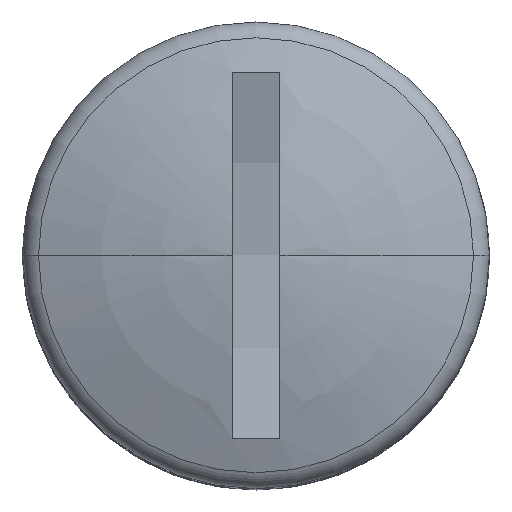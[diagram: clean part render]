
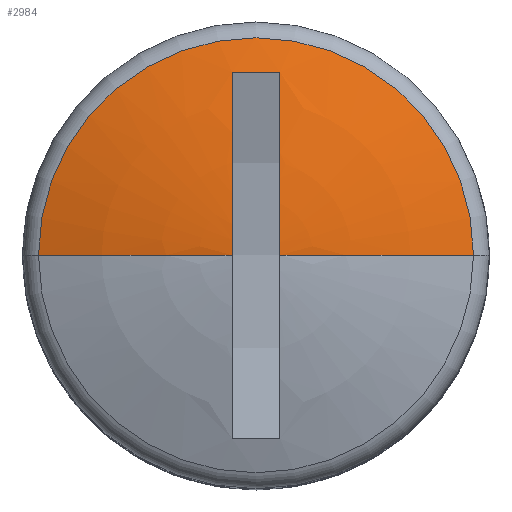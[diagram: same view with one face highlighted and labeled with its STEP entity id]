
A CAD part, top view. The second image highlights one B-rep face of the part: STEP entity #2984.
In plain terms, the highlighted toroidal (fillet/blend) face has major radius 1.07 mm and minor radius 30 mm.
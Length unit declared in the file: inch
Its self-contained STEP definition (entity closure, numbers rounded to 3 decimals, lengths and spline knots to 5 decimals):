
#2923 = ORIENTED_EDGE ( 'NONE', *, *, #2964, .F. ) ;
#2924 = ORIENTED_EDGE ( 'NONE', *, *, #2987, .F. ) ;
#2925 = VERTEX_POINT ( 'NONE', #11754 ) ;
#2941 = EDGE_LOOP ( 'NONE', ( #2923, #2959, #2962, #2966, #2986, #2924 ) ) ;
#2942 = VERTEX_POINT ( 'NONE', #11758 ) ;
#2952 = VERTEX_POINT ( 'NONE', #11735 ) ;
#2959 = ORIENTED_EDGE ( 'NONE', *, *, #2960, .T. ) ;
#2960 = EDGE_CURVE ( 'NONE', #2942, #2961, #11707, .T. ) ;
#2961 = VERTEX_POINT ( 'NONE', #11702 ) ;
#2962 = ORIENTED_EDGE ( 'NONE', *, *, #2963, .T. ) ;
#2963 = EDGE_CURVE ( 'NONE', #2961, #2965, #11791, .T. ) ;
#2964 = EDGE_CURVE ( 'NONE', #2942, #2925, #11792, .T. ) ;
#2965 = VERTEX_POINT ( 'NONE', #11782 ) ;
#2966 = ORIENTED_EDGE ( 'NONE', *, *, #2978, .T. ) ;
#2978 = EDGE_CURVE ( 'NONE', #2965, #2985, #11805, .T. ) ;
#2979 = EDGE_CURVE ( 'NONE', #2985, #2952, #11167, .T. ) ;
#2984 = ADVANCED_FACE ( 'NONE', ( #11864 ), #11863, .T. ) ;
#2985 = VERTEX_POINT ( 'NONE', #11873 ) ;
#2986 = ORIENTED_EDGE ( 'NONE', *, *, #2979, .T. ) ;
#2987 = EDGE_CURVE ( 'NONE', #2925, #2952, #11872, .T. ) ;
#11167 = B_SPLINE_CURVE_WITH_KNOTS ( 'NONE', 3,
 ( #11798, #11797, #11796, #11795, #11179, #11182, #11184, #11181 ),
 .UNSPECIFIED., .F., .F.,
 ( 4, 2, 2, 4 ),
 ( -0.00786, -0.00393, -0.00196, 0. ),
 .UNSPECIFIED. ) ;
#11179 = CARTESIAN_POINT ( 'NONE',  ( 0.03937, 0.10207, 1.36924 ) ) ;
#11181 = CARTESIAN_POINT ( 'NONE',  ( 0.03937, 0., 1.37589 ) ) ;
#11182 = CARTESIAN_POINT ( 'NONE',  ( 0.03937, 0.0513, 1.37418 ) ) ;
#11184 = CARTESIAN_POINT ( 'NONE',  ( 0.03937, 0.02579, 1.37589 ) ) ;
#11702 = CARTESIAN_POINT ( 'NONE',  ( -0.03937, 0., 1.37589 ) ) ;
#11703 = DIRECTION ( 'NONE',  ( -1., 0., 0. ) ) ;
#11704 = DIRECTION ( 'NONE',  ( 0., 1., 0. ) ) ;
#11705 = CARTESIAN_POINT ( 'NONE',  ( 0.04212, 0., 0.1976 ) ) ;
#11706 = AXIS2_PLACEMENT_3D ( 'NONE', #11705, #11704, #11703 ) ;
#11707 = CIRCLE ( 'NONE', #11706, 1.1811 ) ;
#11735 = CARTESIAN_POINT ( 'NONE',  ( 0.03937, 0., 1.37589 ) ) ;
#11754 = CARTESIAN_POINT ( 'NONE',  ( 0.35782, 0., 1.30893 ) ) ;
#11758 = CARTESIAN_POINT ( 'NONE',  ( -0.35782, 0., 1.30893 ) ) ;
#11780 = DIRECTION ( 'NONE',  ( 0., 1., 0. ) ) ;
#11781 = DIRECTION ( 'NONE',  ( 0., 0., -1. ) ) ;
#11782 = CARTESIAN_POINT ( 'NONE',  ( -0.03937, 0.30148, 1.32684 ) ) ;
#11783 = CARTESIAN_POINT ( 'NONE',  ( -0.03937, 0.30148, 1.32684 ) ) ;
#11784 = CARTESIAN_POINT ( 'NONE',  ( -0.03937, 0.25257, 1.34171 ) ) ;
#11785 = CARTESIAN_POINT ( 'NONE',  ( -0.03937, 0.20271, 1.35338 ) ) ;
#11786 = CARTESIAN_POINT ( 'NONE',  ( -0.03937, 0.1272, 1.36591 ) ) ;
#11787 = CARTESIAN_POINT ( 'NONE',  ( -0.03937, 0.10192, 1.36926 ) ) ;
#11788 = CARTESIAN_POINT ( 'NONE',  ( -0.03937, 0.05112, 1.37419 ) ) ;
#11789 = CARTESIAN_POINT ( 'NONE',  ( -0.03937, 0.02558, 1.37589 ) ) ;
#11790 = AXIS2_PLACEMENT_3D ( 'NONE', #11793, #11781, #11780 ) ;
#11791 = B_SPLINE_CURVE_WITH_KNOTS ( 'NONE', 3,
 ( #11794, #11789, #11788, #11787, #11786, #11785, #11784, #11783 ),
 .UNSPECIFIED., .F., .F.,
 ( 4, 2, 2, 4 ),
 ( 0.00776, 0.00968, 0.01161, 0.01545 ),
 .UNSPECIFIED. ) ;
#11792 = CIRCLE ( 'NONE', #11790, 0.35782 ) ;
#11793 = CARTESIAN_POINT ( 'NONE',  ( 0., 0., 1.30893 ) ) ;
#11794 = CARTESIAN_POINT ( 'NONE',  ( -0.03937, 0., 1.37589 ) ) ;
#11795 = CARTESIAN_POINT ( 'NONE',  ( 0.03937, 0.12732, 1.36589 ) ) ;
#11796 = CARTESIAN_POINT ( 'NONE',  ( 0.03937, 0.20265, 1.35339 ) ) ;
#11797 = CARTESIAN_POINT ( 'NONE',  ( 0.03937, 0.25234, 1.34178 ) ) ;
#11798 = CARTESIAN_POINT ( 'NONE',  ( 0.03937, 0.30148, 1.32684 ) ) ;
#11801 = CARTESIAN_POINT ( 'NONE',  ( 0.03937, 0.30148, 1.32684 ) ) ;
#11802 = CARTESIAN_POINT ( 'NONE',  ( 0.01312, 0.30315, 1.32737 ) ) ;
#11803 = CARTESIAN_POINT ( 'NONE',  ( -0.01312, 0.30315, 1.32737 ) ) ;
#11804 = CARTESIAN_POINT ( 'NONE',  ( -0.03937, 0.30148, 1.32684 ) ) ;
#11805 = B_SPLINE_CURVE_WITH_KNOTS ( 'NONE', 3,
 ( #11804, #11803, #11802, #11801 ),
 .UNSPECIFIED., .F., .F.,
 ( 4, 4 ),
 ( 0., 0.002 ),
 .UNSPECIFIED. ) ;
#11862 = DIRECTION ( 'NONE',  ( 1., 0., 0. ) ) ;
#11863 = TOROIDAL_SURFACE ( 'NONE', #11866, -0.04212, 1.1811 ) ;
#11864 = FACE_OUTER_BOUND ( 'NONE', #2941, .T. ) ;
#11865 = DIRECTION ( 'NONE',  ( 0., 0., 1. ) ) ;
#11866 = AXIS2_PLACEMENT_3D ( 'NONE', #11867, #11865, #11862 ) ;
#11867 = CARTESIAN_POINT ( 'NONE',  ( 0., 0., 0.1976 ) ) ;
#11868 = CARTESIAN_POINT ( 'NONE',  ( -0.04212, 0., 0.1976 ) ) ;
#11870 = DIRECTION ( 'NONE',  ( 0., 0., -1. ) ) ;
#11871 = DIRECTION ( 'NONE',  ( 0., -1., 0. ) ) ;
#11872 = CIRCLE ( 'NONE', #11874, 1.1811 ) ;
#11873 = CARTESIAN_POINT ( 'NONE',  ( 0.03937, 0.30148, 1.32684 ) ) ;
#11874 = AXIS2_PLACEMENT_3D ( 'NONE', #11868, #11871, #11870 ) ;
